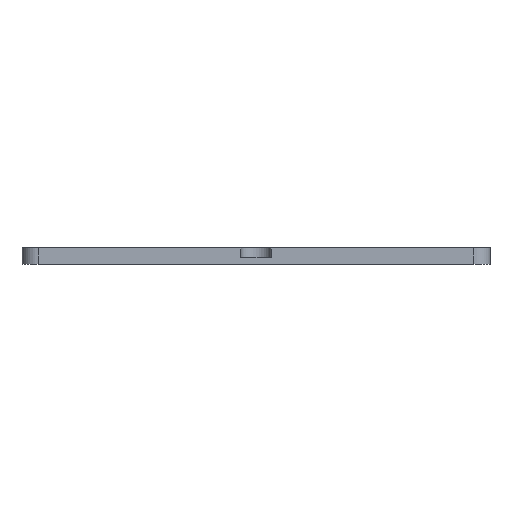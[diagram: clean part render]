
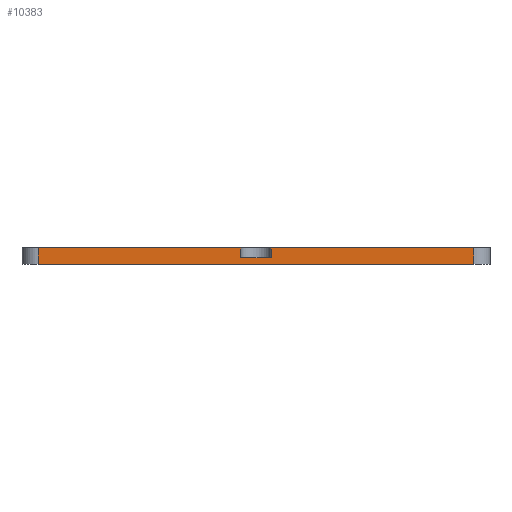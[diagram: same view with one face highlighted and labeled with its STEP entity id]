
A CAD part, front view. The second image highlights one B-rep face of the part: STEP entity #10383.
In plain terms, the highlighted planar face has unit normal (0, -1, 0).
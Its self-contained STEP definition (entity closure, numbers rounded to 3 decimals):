
#1145=FACE_OUTER_BOUND('',#1834,.T.);
#1834=EDGE_LOOP('',(#9443,#9444,#9445,#9446,#9447,#9448,#9449,#9450));
#2235=LINE('',#14196,#3391);
#2420=LINE('',#14942,#3576);
#2423=LINE('',#14950,#3579);
#2968=LINE('',#16900,#4124);
#2969=LINE('',#16902,#4125);
#2970=LINE('',#16905,#4126);
#2975=LINE('',#16914,#4131);
#2976=LINE('',#16918,#4132);
#3391=VECTOR('',#11781,10.);
#3576=VECTOR('',#12022,10.);
#3579=VECTOR('',#12027,10.);
#4124=VECTOR('',#13198,10.);
#4125=VECTOR('',#13201,10.);
#4126=VECTOR('',#13204,10.);
#4131=VECTOR('',#13211,10.);
#4132=VECTOR('',#13218,10.);
#4451=VERTEX_POINT('',#14193);
#4452=VERTEX_POINT('',#14195);
#4741=VERTEX_POINT('',#14939);
#4742=VERTEX_POINT('',#14941);
#4745=VERTEX_POINT('',#14947);
#4746=VERTEX_POINT('',#14949);
#5110=VERTEX_POINT('',#16904);
#5113=VERTEX_POINT('',#16912);
#5561=EDGE_CURVE('',#4452,#4451,#2235,.T.);
#5853=EDGE_CURVE('',#4741,#4742,#2420,.T.);
#5857=EDGE_CURVE('',#4745,#4746,#2423,.T.);
#6541=EDGE_CURVE('',#4452,#4741,#2968,.T.);
#6542=EDGE_CURVE('',#4746,#4451,#2969,.T.);
#6543=EDGE_CURVE('',#5110,#4742,#2970,.T.);
#6548=EDGE_CURVE('',#4745,#5113,#2975,.T.);
#6550=EDGE_CURVE('',#5113,#5110,#2976,.T.);
#9443=ORIENTED_EDGE('',*,*,#6541,.F.);
#9444=ORIENTED_EDGE('',*,*,#5561,.T.);
#9445=ORIENTED_EDGE('',*,*,#6542,.F.);
#9446=ORIENTED_EDGE('',*,*,#5857,.F.);
#9447=ORIENTED_EDGE('',*,*,#6548,.T.);
#9448=ORIENTED_EDGE('',*,*,#6550,.T.);
#9449=ORIENTED_EDGE('',*,*,#6543,.T.);
#9450=ORIENTED_EDGE('',*,*,#5853,.F.);
#9866=PLANE('',#10967);
#10383=ADVANCED_FACE('',(#1145),#9866,.T.);
#10967=AXIS2_PLACEMENT_3D('',#16965,#13272,#13273);
#11781=DIRECTION('',(1.,0.,0.));
#12022=DIRECTION('',(1.,0.,0.));
#12027=DIRECTION('',(1.,0.,0.));
#13198=DIRECTION('',(0.,0.,1.));
#13201=DIRECTION('',(0.,0.,-1.));
#13204=DIRECTION('',(0.,0.,1.));
#13211=DIRECTION('',(0.,0.,-1.));
#13218=DIRECTION('',(-1.,0.,0.));
#13272=DIRECTION('center_axis',(0.,-1.,0.));
#13273=DIRECTION('ref_axis',(1.,0.,0.));
#14193=CARTESIAN_POINT('',(67.5,-65.,55.));
#14195=CARTESIAN_POINT('',(-67.5,-65.,55.));
#14196=CARTESIAN_POINT('',(-72.5,-65.,55.));
#14939=CARTESIAN_POINT('',(-67.5,-65.,60.));
#14941=CARTESIAN_POINT('',(-4.75,-65.,60.));
#14942=CARTESIAN_POINT('',(-72.5,-65.,60.));
#14947=CARTESIAN_POINT('',(4.75,-65.,60.));
#14949=CARTESIAN_POINT('',(67.5,-65.,60.));
#14950=CARTESIAN_POINT('',(-72.5,-65.,60.));
#16900=CARTESIAN_POINT('',(-67.5,-65.,55.));
#16902=CARTESIAN_POINT('',(67.5,-65.,55.));
#16904=CARTESIAN_POINT('',(-4.75,-65.,57.));
#16905=CARTESIAN_POINT('',(-4.75,-65.,57.5));
#16912=CARTESIAN_POINT('',(4.75,-65.,57.));
#16914=CARTESIAN_POINT('',(4.75,-65.,57.5));
#16918=CARTESIAN_POINT('',(-36.25,-65.,57.));
#16965=CARTESIAN_POINT('Origin',(-72.5,-65.,55.));
